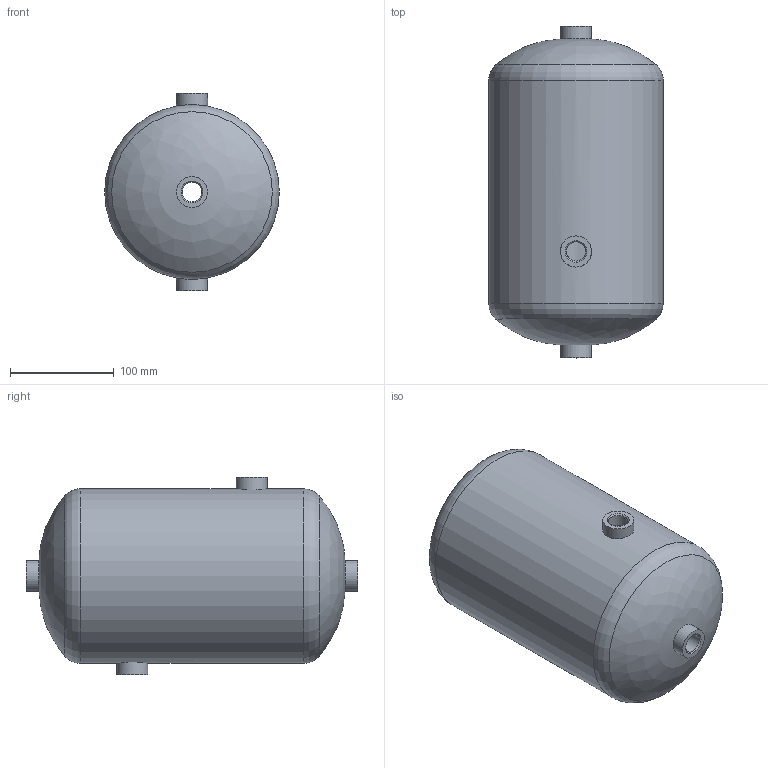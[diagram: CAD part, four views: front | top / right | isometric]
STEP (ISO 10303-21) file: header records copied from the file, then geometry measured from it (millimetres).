
FILE_DESCRIPTION(/* description */ (''),/* implementation_level */ '2;1');
FILE_NAME(/* name */ 'bhl_5-10_es.stp',/* time_stamp */ '2019-10-16T11:55:40+02:00',/* author */ ('leitheußer'),/* organization */ (''),/* preprocessor_version */ 'ST-DEVELOPER v15.6',/* originating_system */ 'Autodesk Inventor LT ',/* authorisation */ '');
FILE_SCHEMA (('AUTOMOTIVE_DESIGN { 1 0 10303 214 3 1 1 }'));
Length unit declared in the file: millimetre
Products named in the file (1): #1953
Bounding box: 168.3 x 320 x 190 mm (x, y, z)
Volume: 359068 mm3; surface area: 346273 mm2
Topology: 1 solids, 1 shells, 28 faces, 71 edges, 47 vertices
Faces by surface type: cylinder 10, plane 6, torus 4, bspline 4, cone 4
Full cylindrical faces by diameter (mm): 18.63 x4, 30 x4, 164.3 x1, 168.3 x1
Entity records: 1957 total; most frequent: CARTESIAN_POINT 1359, DIRECTION 116, ORIENTED_EDGE 82, AXIS2_PLACEMENT_3D 58, EDGE_LOOP 56, EDGE_CURVE 41, VERTEX_POINT 37, CIRCLE 33
